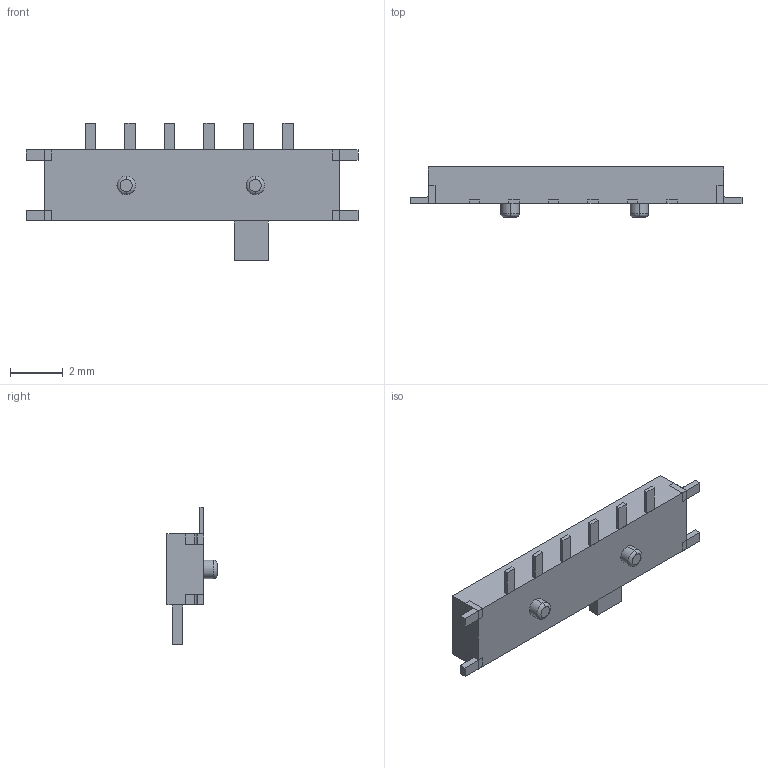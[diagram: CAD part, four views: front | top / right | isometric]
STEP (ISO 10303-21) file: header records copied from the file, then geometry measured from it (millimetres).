
FILE_DESCRIPTION (( 'STEP AP214' ), '1' );
FILE_NAME ('Pieza1.STEP', '2020-10-27T00:41:25', ( '' ), ( '' ), 'SwSTEP 2.0', 'SolidWorks 2018', '' );
FILE_SCHEMA (( 'AUTOMOTIVE_DESIGN' ));
Length unit declared in the file: millimetre
Products named in the file (1): Pieza1
Bounding box: 12.6 x 1.9 x 5.2 mm (x, y, z)
Volume: 44.4 mm3; surface area: 122.8 mm2
Topology: 12 solids, 12 shells, 94 faces, 200 edges, 132 vertices
Faces by surface type: plane 82, cylinder 8, torus 4
Entity records: 3322 total; most frequent: CARTESIAN_POINT 427, DIRECTION 414, ORIENTED_EDGE 400, EDGE_CURVE 200, VECTOR 176, LINE 176, VERTEX_POINT 132, AXIS2_PLACEMENT_3D 119
